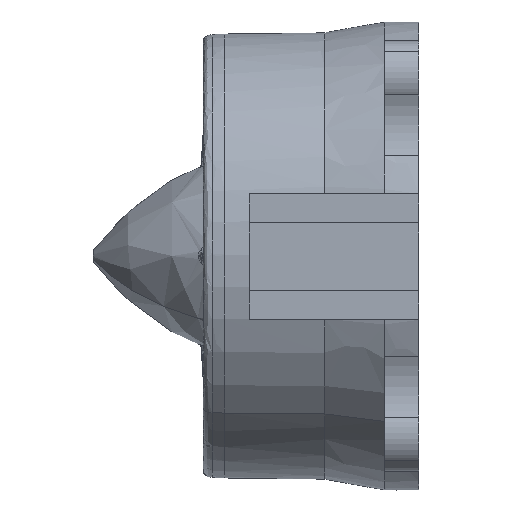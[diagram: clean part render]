
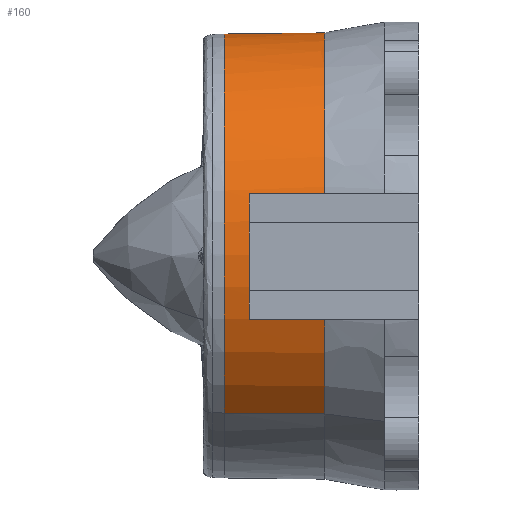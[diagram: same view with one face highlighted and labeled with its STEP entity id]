
A CAD part, front view. The second image highlights one B-rep face of the part: STEP entity #160.
In plain terms, the highlighted free-form (B-spline) face has degree [3, 2] with [7, 5] control points.
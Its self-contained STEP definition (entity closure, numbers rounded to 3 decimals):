
#160=ADVANCED_FACE('',(#369),#3132,.T.);
#369=FACE_OUTER_BOUND('',#586,.T.);
#586=EDGE_LOOP('',(#1001,#1002,#1003,#1004));
#1001=ORIENTED_EDGE('',*,*,#1878,.T.);
#1002=ORIENTED_EDGE('',*,*,#1879,.T.);
#1003=ORIENTED_EDGE('',*,*,#1847,.F.);
#1004=ORIENTED_EDGE('',*,*,#1877,.F.);
#1847=EDGE_CURVE('',#2851,#2850,#2301,.T.);
#1877=EDGE_CURVE('',#2865,#2851,#2331,.T.);
#1878=EDGE_CURVE('',#2865,#2866,#2332,.T.);
#1879=EDGE_CURVE('',#2866,#2850,#2333,.T.);
#2301=(
BOUNDED_CURVE()
B_SPLINE_CURVE(3,(#4663,#4664,#4665,#4666,#4667,#4668,#4669),
 .UNSPECIFIED.,.F.,.F.)
B_SPLINE_CURVE_WITH_KNOTS((4,3,4),(13.28,13.468,17.256),
 .UNSPECIFIED.)
CURVE()
GEOMETRIC_REPRESENTATION_ITEM()
RATIONAL_B_SPLINE_CURVE((1.,1.016,1.034,1.055,
1.036,1.018,1.))
REPRESENTATION_ITEM('')
);
#2331=(
BOUNDED_CURVE()
B_SPLINE_CURVE(2,(#4793,#4794,#4795,#4796,#4797),.UNSPECIFIED.,.F.,.F.)
B_SPLINE_CURVE_WITH_KNOTS((3,2,3),(48.635,72.952,97.269),
 .UNSPECIFIED.)
CURVE()
GEOMETRIC_REPRESENTATION_ITEM()
RATIONAL_B_SPLINE_CURVE((1.,0.707,1.,0.707,1.))
REPRESENTATION_ITEM('')
);
#2332=(
BOUNDED_CURVE()
B_SPLINE_CURVE(3,(#4798,#4799,#4800,#4801,#4802,#4803,#4804),
 .UNSPECIFIED.,.F.,.F.)
B_SPLINE_CURVE_WITH_KNOTS((4,3,4),(13.28,13.468,17.256),
 .UNSPECIFIED.)
CURVE()
GEOMETRIC_REPRESENTATION_ITEM()
RATIONAL_B_SPLINE_CURVE((1.,1.016,1.034,1.055,
1.036,1.018,1.))
REPRESENTATION_ITEM('')
);
#2333=(
BOUNDED_CURVE()
B_SPLINE_CURVE(2,(#4805,#4806,#4807,#4808,#4809),.UNSPECIFIED.,.F.,.F.)
B_SPLINE_CURVE_WITH_KNOTS((3,2,3),(48.635,72.952,97.269),
 .UNSPECIFIED.)
CURVE()
GEOMETRIC_REPRESENTATION_ITEM()
RATIONAL_B_SPLINE_CURVE((1.,0.726,1.055,0.726,
1.))
REPRESENTATION_ITEM('')
);
#2850=VERTEX_POINT('',#4314);
#2851=VERTEX_POINT('',#4315);
#2865=VERTEX_POINT('',#4329);
#2866=VERTEX_POINT('',#4330);
#3132=(
BOUNDED_SURFACE()
B_SPLINE_SURFACE(3,2,((#4053,#4054,#4055,#4056,#4057),(#4058,#4059,#4060,
#4061,#4062),(#4063,#4064,#4065,#4066,#4067),(#4068,#4069,#4070,#4071,#4072),
(#4073,#4074,#4075,#4076,#4077),(#4078,#4079,#4080,#4081,#4082),(#4083,
#4084,#4085,#4086,#4087)),.UNSPECIFIED.,.F.,.F.,.F.)
B_SPLINE_SURFACE_WITH_KNOTS((4,3,4),(3,2,3),(13.28,13.468,
17.256),(48.635,72.952,97.269),
 .UNSPECIFIED.)
GEOMETRIC_REPRESENTATION_ITEM()
RATIONAL_B_SPLINE_SURFACE(((1.,0.707,1.,0.707,1.),
(1.016,0.719,1.016,0.719,
1.016),(1.034,0.731,1.034,
0.731,1.034),(1.055,0.746,
1.055,0.746,1.055),(1.055,
0.746,1.055,0.746,1.055),
(1.055,0.746,1.055,0.746,
1.055),(1.055,0.746,1.055,
0.746,1.055)))
REPRESENTATION_ITEM('')
SURFACE()
);
#4053=CARTESIAN_POINT('',(116.461,212.094,40.498));
#4054=CARTESIAN_POINT('',(116.461,179.502,73.09));
#4055=CARTESIAN_POINT('',(116.461,212.094,105.682));
#4056=CARTESIAN_POINT('',(116.461,244.686,138.274));
#4057=CARTESIAN_POINT('',(116.461,277.278,105.682));
#4058=CARTESIAN_POINT('',(116.156,212.127,40.531));
#4059=CARTESIAN_POINT('',(116.156,179.568,73.09));
#4060=CARTESIAN_POINT('',(116.156,212.127,105.649));
#4061=CARTESIAN_POINT('',(116.156,244.686,138.208));
#4062=CARTESIAN_POINT('',(116.156,277.245,105.649));
#4063=CARTESIAN_POINT('',(115.851,212.145,40.548));
#4064=CARTESIAN_POINT('',(115.851,179.603,73.09));
#4065=CARTESIAN_POINT('',(115.851,212.145,105.632));
#4066=CARTESIAN_POINT('',(115.851,244.686,138.173));
#4067=CARTESIAN_POINT('',(115.851,277.228,105.632));
#4068=CARTESIAN_POINT('',(115.548,212.146,40.55));
#4069=CARTESIAN_POINT('',(115.548,179.607,73.09));
#4070=CARTESIAN_POINT('',(115.548,212.146,105.63));
#4071=CARTESIAN_POINT('',(115.548,244.686,138.17));
#4072=CARTESIAN_POINT('',(115.548,277.226,105.63));
#4073=CARTESIAN_POINT('',(108.928,212.187,40.591));
#4074=CARTESIAN_POINT('',(108.928,179.688,73.09));
#4075=CARTESIAN_POINT('',(108.928,212.187,105.589));
#4076=CARTESIAN_POINT('',(108.928,244.686,138.088));
#4077=CARTESIAN_POINT('',(108.928,277.185,105.589));
#4078=CARTESIAN_POINT('',(102.307,212.228,40.632));
#4079=CARTESIAN_POINT('',(102.307,179.77,73.09));
#4080=CARTESIAN_POINT('',(102.307,212.228,105.548));
#4081=CARTESIAN_POINT('',(102.307,244.686,138.006));
#4082=CARTESIAN_POINT('',(102.307,277.144,105.548));
#4083=CARTESIAN_POINT('',(95.687,212.269,40.673));
#4084=CARTESIAN_POINT('',(95.687,179.852,73.09));
#4085=CARTESIAN_POINT('',(95.687,212.269,105.507));
#4086=CARTESIAN_POINT('',(95.687,244.686,137.925));
#4087=CARTESIAN_POINT('',(95.687,277.104,105.507));
#4314=CARTESIAN_POINT('',(95.687,277.104,105.507));
#4315=CARTESIAN_POINT('',(116.461,277.278,105.682));
#4329=CARTESIAN_POINT('',(116.461,212.094,40.498));
#4330=CARTESIAN_POINT('',(95.687,212.269,40.673));
#4663=CARTESIAN_POINT('',(116.461,277.278,105.682));
#4664=CARTESIAN_POINT('',(116.156,277.245,105.649));
#4665=CARTESIAN_POINT('',(115.851,277.228,105.632));
#4666=CARTESIAN_POINT('',(115.548,277.226,105.63));
#4667=CARTESIAN_POINT('',(108.928,277.185,105.589));
#4668=CARTESIAN_POINT('',(102.307,277.144,105.548));
#4669=CARTESIAN_POINT('',(95.687,277.104,105.507));
#4793=CARTESIAN_POINT('',(116.461,212.094,40.498));
#4794=CARTESIAN_POINT('',(116.461,179.502,73.09));
#4795=CARTESIAN_POINT('',(116.461,212.094,105.682));
#4796=CARTESIAN_POINT('',(116.461,244.686,138.274));
#4797=CARTESIAN_POINT('',(116.461,277.278,105.682));
#4798=CARTESIAN_POINT('',(116.461,212.094,40.498));
#4799=CARTESIAN_POINT('',(116.156,212.127,40.531));
#4800=CARTESIAN_POINT('',(115.851,212.145,40.548));
#4801=CARTESIAN_POINT('',(115.548,212.146,40.55));
#4802=CARTESIAN_POINT('',(108.928,212.187,40.591));
#4803=CARTESIAN_POINT('',(102.307,212.228,40.632));
#4804=CARTESIAN_POINT('',(95.687,212.269,40.673));
#4805=CARTESIAN_POINT('',(95.687,212.269,40.673));
#4806=CARTESIAN_POINT('',(95.687,179.852,73.09));
#4807=CARTESIAN_POINT('',(95.687,212.269,105.507));
#4808=CARTESIAN_POINT('',(95.687,244.686,137.925));
#4809=CARTESIAN_POINT('',(95.687,277.104,105.507));
